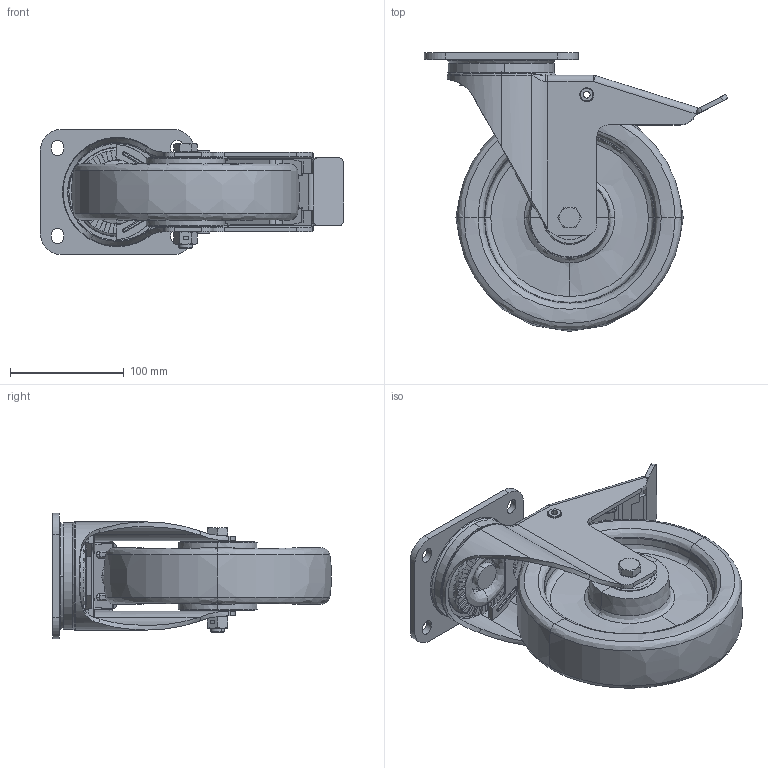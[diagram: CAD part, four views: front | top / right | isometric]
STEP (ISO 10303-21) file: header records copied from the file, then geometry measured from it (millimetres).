
FILE_DESCRIPTION (( 'STEP AP214' ), '1' );
FILE_NAME ('0020327_L-IM-TPKH-200-K-3-DSN.STEP', '2016-11-02T11:47:36', ( '' ), ( '' ), 'SwSTEP 2.0', 'SolidWorks 2016', '' );
FILE_SCHEMA (( 'AUTOMOTIVE_DESIGN' ));
Length unit declared in the file: millimetre
Products named in the file (1): 0020327_L-IM-TPKH-200-K-3-DSN
Bounding box: 266.25 x 244.81 x 110 mm (x, y, z)
Surface area: 319458 mm2 (no closed solid volume)
Topology: 0 solids, 23 shells, 1401 faces, 3562 edges, 2254 vertices
Faces by surface type: plane 768, cylinder 334, bspline 205, cone 80, torus 14
Entity records: 69008 total; most frequent: CARTESIAN_POINT 20419, ORIENTED_EDGE 7092, DIRECTION 6627, EDGE_CURVE 3558, AXIS2_PLACEMENT_3D 2305, VERTEX_POINT 2254, VECTOR 2017, LINE 2017
